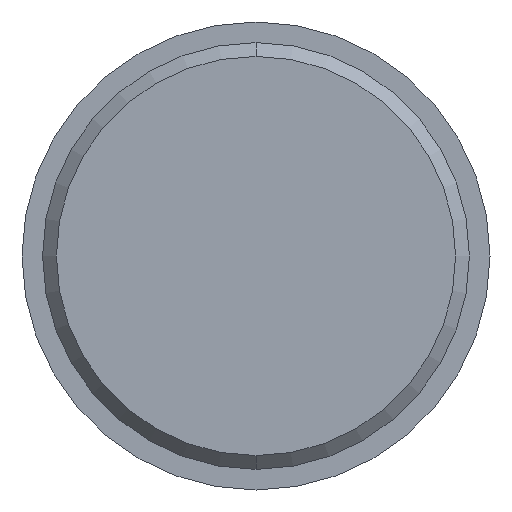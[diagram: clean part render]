
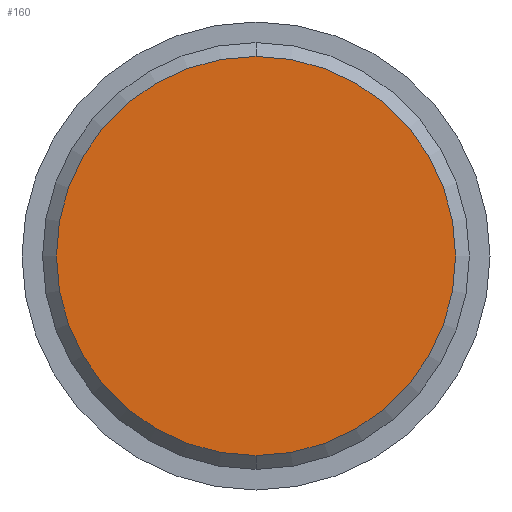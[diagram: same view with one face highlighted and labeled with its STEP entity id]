
A CAD part, front view. The second image highlights one B-rep face of the part: STEP entity #160.
In plain terms, the highlighted planar face has unit normal (0, -1, 0).
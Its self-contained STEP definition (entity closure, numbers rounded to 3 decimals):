
#11 = CARTESIAN_POINT ( 'NONE',  ( 0., 0., 0. ) ) ;
#92 = CARTESIAN_POINT ( 'NONE',  ( 0., 0., 14.5 ) ) ;
#100 = VERTEX_POINT ( 'NONE', #297 ) ;
#121 = ORIENTED_EDGE ( 'NONE', *, *, #225, .T. ) ;
#144 = EDGE_LOOP ( 'NONE', ( #121, #347 ) ) ;
#160 = ADVANCED_FACE ( 'NONE', ( #419 ), #655, .F. ) ;
#185 = AXIS2_PLACEMENT_3D ( 'NONE', #11, #721, #727 ) ;
#191 = DIRECTION ( 'NONE',  ( 0., -1., 0. ) ) ;
#202 = DIRECTION ( 'NONE',  ( 0., 1., 0. ) ) ;
#225 = EDGE_CURVE ( 'NONE', #284, #100, #668, .T. ) ;
#251 = CIRCLE ( 'NONE', #185, 14.5 ) ;
#284 = VERTEX_POINT ( 'NONE', #92 ) ;
#297 = CARTESIAN_POINT ( 'NONE',  ( 0., 0., -14.5 ) ) ;
#300 = AXIS2_PLACEMENT_3D ( 'NONE', #309, #191, #322 ) ;
#309 = CARTESIAN_POINT ( 'NONE',  ( 0., 0., 0. ) ) ;
#322 = DIRECTION ( 'NONE',  ( 0., 0., 1. ) ) ;
#347 = ORIENTED_EDGE ( 'NONE', *, *, #558, .T. ) ;
#419 = FACE_OUTER_BOUND ( 'NONE', #144, .T. ) ;
#522 = AXIS2_PLACEMENT_3D ( 'NONE', #730, #202, #556 ) ;
#556 = DIRECTION ( 'NONE',  ( 0., 0., 1. ) ) ;
#558 = EDGE_CURVE ( 'NONE', #100, #284, #251, .T. ) ;
#655 = PLANE ( 'NONE',  #522 ) ;
#668 = CIRCLE ( 'NONE', #300, 14.5 ) ;
#721 = DIRECTION ( 'NONE',  ( 0., -1., 0. ) ) ;
#727 = DIRECTION ( 'NONE',  ( 0., 0., 1. ) ) ;
#730 = CARTESIAN_POINT ( 'NONE',  ( 0., 0., 0. ) ) ;
